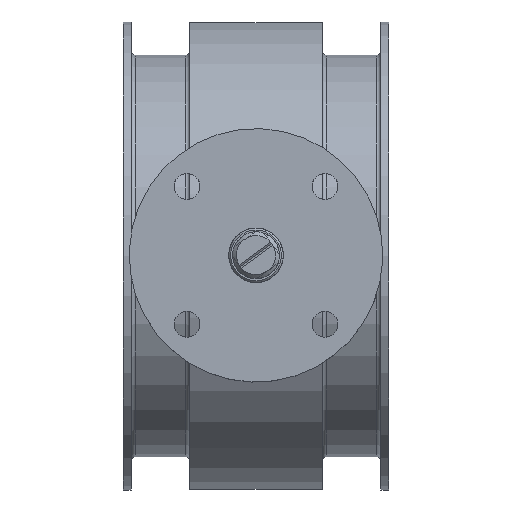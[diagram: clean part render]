
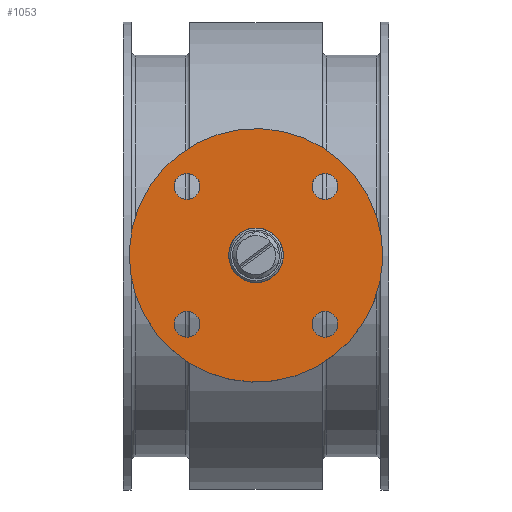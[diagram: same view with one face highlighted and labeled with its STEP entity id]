
A CAD part, top view. The second image highlights one B-rep face of the part: STEP entity #1053.
In plain terms, the highlighted planar face has unit normal (0, 0, 1).
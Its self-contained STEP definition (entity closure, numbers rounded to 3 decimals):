
#141=CARTESIAN_POINT('',(7.,0.,96.5));
#142=VERTEX_POINT('',#141);
#143=CARTESIAN_POINT('',(0.0,0.0,96.5));
#144=DIRECTION('',(0.0,0.0,-1.0));
#145=DIRECTION('',(-1.0,0.0,0.0));
#146=AXIS2_PLACEMENT_3D('',#143,#144,#145);
#147=CIRCLE('',#146,7.);
#148=EDGE_CURVE('',#142,#142,#147,.T.);
#536=CARTESIAN_POINT('',(-1.178,-32.479,96.5));
#537=VERTEX_POINT('',#536);
#538=CARTESIAN_POINT('',(0.,0.,96.5));
#539=DIRECTION('',(0.,0.,-1.0));
#540=DIRECTION('',(0.036,0.999,0.));
#541=AXIS2_PLACEMENT_3D('',#538,#539,#540);
#542=CIRCLE('',#541,32.5);
#543=EDGE_CURVE('',#537,#537,#542,.T.);
#998=CARTESIAN_POINT('',(-36.001,60.001,96.5));
#999=DIRECTION('',(0.0,0.0,-1.0));
#1000=DIRECTION('',(-1.0,0.0,0.0));
#1001=AXIS2_PLACEMENT_3D('',#998,#999,#1000);
#1002=PLANE('',#1001);
#1003=ORIENTED_EDGE('',*,*,#543,.F.);
#1004=EDGE_LOOP('',(#1003));
#1005=FACE_OUTER_BOUND('',#1004,.T.);
#1006=CARTESIAN_POINT('',(14.378,-17.678,96.5));
#1007=VERTEX_POINT('',#1006);
#1008=CARTESIAN_POINT('',(17.678,-17.678,96.5));
#1009=DIRECTION('',(0.0,0.0,-1.0));
#1010=DIRECTION('',(-1.0,0.0,0.0));
#1011=AXIS2_PLACEMENT_3D('',#1008,#1009,#1010);
#1012=CIRCLE('',#1011,3.3);
#1013=EDGE_CURVE('',#1007,#1007,#1012,.T.);
#1014=ORIENTED_EDGE('',*,*,#1013,.T.);
#1015=EDGE_LOOP('',(#1014));
#1016=FACE_BOUND('',#1015,.T.);
#1017=CARTESIAN_POINT('',(17.678,14.378,96.5));
#1018=VERTEX_POINT('',#1017);
#1019=CARTESIAN_POINT('',(17.678,17.678,96.5));
#1020=DIRECTION('',(0.0,0.0,-1.0));
#1021=DIRECTION('',(0.0,-1.0,0.0));
#1022=AXIS2_PLACEMENT_3D('',#1019,#1020,#1021);
#1023=CIRCLE('',#1022,3.3);
#1024=EDGE_CURVE('',#1018,#1018,#1023,.T.);
#1025=ORIENTED_EDGE('',*,*,#1024,.T.);
#1026=EDGE_LOOP('',(#1025));
#1027=FACE_BOUND('',#1026,.T.);
#1028=CARTESIAN_POINT('',(-17.678,-14.378,96.5));
#1029=VERTEX_POINT('',#1028);
#1030=CARTESIAN_POINT('',(-17.678,-17.678,96.5));
#1031=DIRECTION('',(0.0,0.0,-1.0));
#1032=DIRECTION('',(0.0,1.0,0.0));
#1033=AXIS2_PLACEMENT_3D('',#1030,#1031,#1032);
#1034=CIRCLE('',#1033,3.3);
#1035=EDGE_CURVE('',#1029,#1029,#1034,.T.);
#1036=ORIENTED_EDGE('',*,*,#1035,.T.);
#1037=EDGE_LOOP('',(#1036));
#1038=FACE_BOUND('',#1037,.T.);
#1039=CARTESIAN_POINT('',(-14.378,17.678,96.5));
#1040=VERTEX_POINT('',#1039);
#1041=CARTESIAN_POINT('',(-17.678,17.678,96.5));
#1042=DIRECTION('',(0.0,0.0,-1.0));
#1043=DIRECTION('',(1.0,0.0,0.0));
#1044=AXIS2_PLACEMENT_3D('',#1041,#1042,#1043);
#1045=CIRCLE('',#1044,3.3);
#1046=EDGE_CURVE('',#1040,#1040,#1045,.T.);
#1047=ORIENTED_EDGE('',*,*,#1046,.T.);
#1048=EDGE_LOOP('',(#1047));
#1049=FACE_BOUND('',#1048,.T.);
#1050=ORIENTED_EDGE('',*,*,#148,.T.);
#1051=EDGE_LOOP('',(#1050));
#1052=FACE_BOUND('',#1051,.T.);
#1053=ADVANCED_FACE('',(#1005,#1016,#1027,#1038,#1049,#1052),#1002,.F.);
